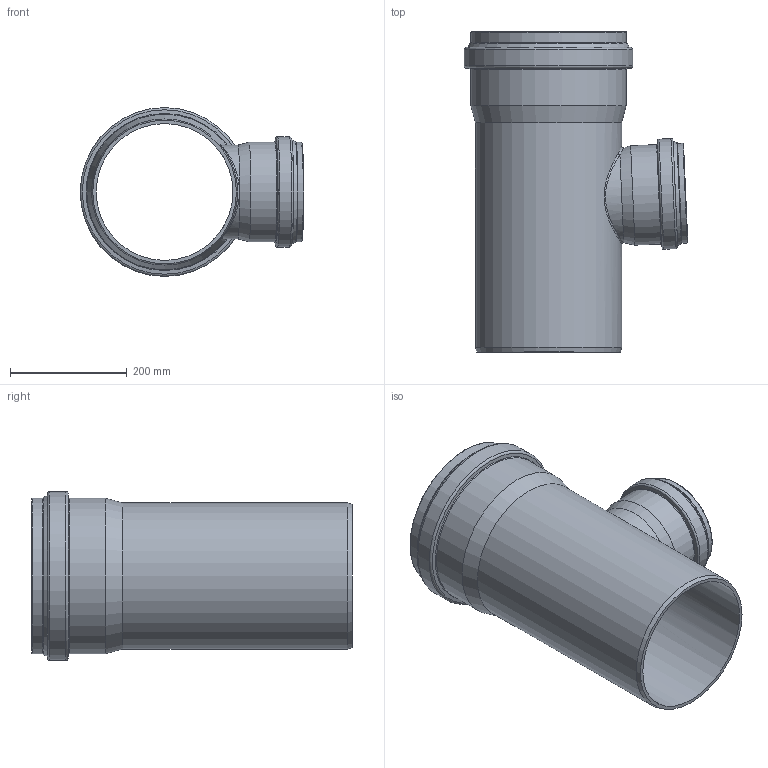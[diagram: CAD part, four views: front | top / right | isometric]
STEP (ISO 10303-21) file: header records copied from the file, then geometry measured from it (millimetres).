
FILE_DESCRIPTION(/* description */ (''),/* implementation_level */ '2;1');
FILE_NAME(/* name */ '774750 KG2000EA Abzweig DN_OD 250_160_87°.stp',/* time_stamp */ '2022-01-10T07:09:23+01:00',/* author */ ('LWM'),/* organization */ (''),/* preprocessor_version */ 'ST-DEVELOPER v18',/* originating_system */ 'Autodesk Inventor 2020',/* authorisation */ '');
FILE_SCHEMA (('AUTOMOTIVE_DESIGN { 1 0 10303 214 3 1 1 }'));
Length unit declared in the file: millimetre
Products named in the file (1): 774750 KG2000EA Abzweig DN_OD 250_160_87°
Bounding box: 382.96 x 548.4 x 289 mm (x, y, z)
Volume: 3613327.1 mm3; surface area: 1001464.5 mm2
Topology: 1 solids, 1 shells, 74 faces, 270 edges, 201 vertices
Faces by surface type: torus 28, cone 21, cylinder 18, plane 5, bspline 2
Full cylindrical faces by diameter (mm): 149.8 x1, 161 x1, 161.3 x2, 170.4 x1, 170.7 x1, 179.4 x1, 188.8 x1, 234.3 x1, 250.3 x1, 251.7 x1, 252.1 x2, 266.1 x1, 266.5 x1, 274.6 x1, 289 x1
Entity records: 3877 total; most frequent: CARTESIAN_POINT 1283, DIRECTION 626, ORIENTED_EDGE 540, AXIS2_PLACEMENT_3D 294, EDGE_CURVE 270, CIRCLE 221, VERTEX_POINT 201, EDGE_LOOP 81
